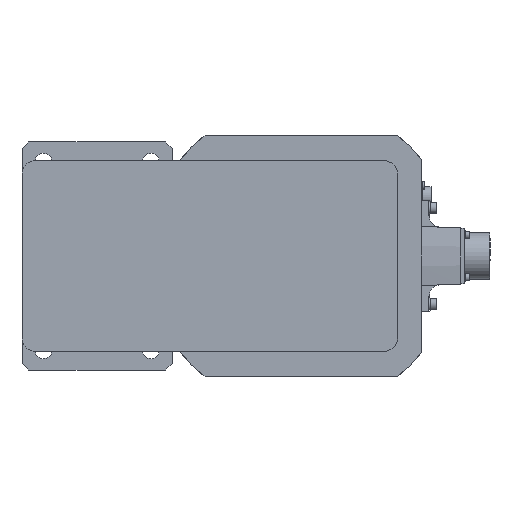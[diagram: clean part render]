
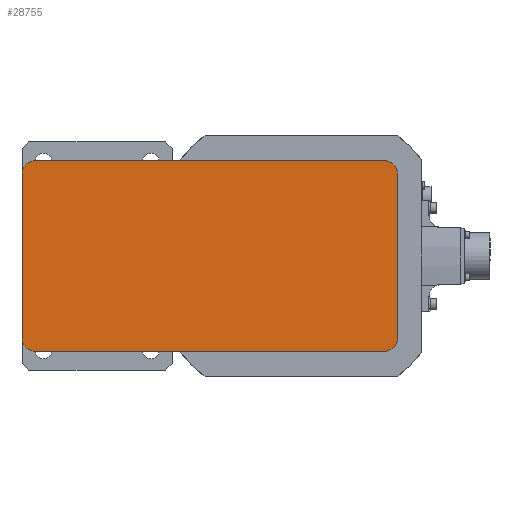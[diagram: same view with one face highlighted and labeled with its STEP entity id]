
A CAD part, front view. The second image highlights one B-rep face of the part: STEP entity #28755.
In plain terms, the highlighted face is planar.
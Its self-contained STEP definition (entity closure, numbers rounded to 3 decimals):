
#222 = ORIENTED_EDGE ( 'NONE', *, *, #764, .T. ) ;
#681 = CIRCLE ( 'NONE', #17993, 10.001 ) ;
#764 = EDGE_CURVE ( 'NONE', #8653, #1486, #681, .T. ) ;
#1022 = CARTESIAN_POINT ( 'NONE',  ( -71.001, 46., -163. ) ) ;
#1486 = VERTEX_POINT ( 'NONE', #26929 ) ;
#1860 = VERTEX_POINT ( 'NONE', #19442 ) ;
#1988 = VECTOR ( 'NONE', #25728, 1000. ) ;
#2095 = VERTEX_POINT ( 'NONE', #21141 ) ;
#3028 = EDGE_LOOP ( 'NONE', ( #29667, #8220, #222, #28448, #4573, #11211, #22704, #20454 ) ) ;
#3489 = DIRECTION ( 'NONE',  ( -1., 0., 0. ) ) ;
#4573 = ORIENTED_EDGE ( 'NONE', *, *, #13083, .T. ) ;
#4633 = VERTEX_POINT ( 'NONE', #11509 ) ;
#4658 = EDGE_CURVE ( 'NONE', #1860, #18587, #30403, .T. ) ;
#4847 = CARTESIAN_POINT ( 'NONE',  ( -71.001, -214., -163. ) ) ;
#5099 = CARTESIAN_POINT ( 'NONE',  ( 61., -214., -163. ) ) ;
#5329 = VERTEX_POINT ( 'NONE', #15936 ) ;
#6639 = DIRECTION ( 'NONE',  ( 0., 0., -1. ) ) ;
#7285 = LINE ( 'NONE', #21520, #23336 ) ;
#7352 = DIRECTION ( 'NONE',  ( -1., 0., 0. ) ) ;
#8220 = ORIENTED_EDGE ( 'NONE', *, *, #13307, .T. ) ;
#8653 = VERTEX_POINT ( 'NONE', #9913 ) ;
#9164 = LINE ( 'NONE', #13967, #1988 ) ;
#9457 = DIRECTION ( 'NONE',  ( -1., 0., 0. ) ) ;
#9528 = AXIS2_PLACEMENT_3D ( 'NONE', #14170, #21574, #7352 ) ;
#9913 = CARTESIAN_POINT ( 'NONE',  ( -61., -224.001, -163. ) ) ;
#10792 = FACE_OUTER_BOUND ( 'NONE', #3028, .T. ) ;
#11211 = ORIENTED_EDGE ( 'NONE', *, *, #4658, .T. ) ;
#11509 = CARTESIAN_POINT ( 'NONE',  ( 71.001, -214., -163. ) ) ;
#11788 = EDGE_CURVE ( 'NONE', #2095, #4633, #9164, .T. ) ;
#12053 = AXIS2_PLACEMENT_3D ( 'NONE', #15728, #15879, #3489 ) ;
#13083 = EDGE_CURVE ( 'NONE', #17585, #1860, #29241, .T. ) ;
#13307 = EDGE_CURVE ( 'NONE', #5329, #8653, #7285, .T. ) ;
#13967 = CARTESIAN_POINT ( 'NONE',  ( 71.001, 46., -163. ) ) ;
#14092 = EDGE_CURVE ( 'NONE', #1486, #17585, #30582, .T. ) ;
#14170 = CARTESIAN_POINT ( 'NONE',  ( 61., 46., -163. ) ) ;
#14557 = DIRECTION ( 'NONE',  ( 0., 0., -1. ) ) ;
#15728 = CARTESIAN_POINT ( 'NONE',  ( 61., -214., -163. ) ) ;
#15879 = DIRECTION ( 'NONE',  ( 0., 0., -1. ) ) ;
#15936 = CARTESIAN_POINT ( 'NONE',  ( 61., -224.001, -163. ) ) ;
#17423 = CIRCLE ( 'NONE', #9528, 10.001 ) ;
#17441 = VECTOR ( 'NONE', #20819, 1000. ) ;
#17585 = VERTEX_POINT ( 'NONE', #1022 ) ;
#17985 = DIRECTION ( 'NONE',  ( -1., 0., 0. ) ) ;
#17993 = AXIS2_PLACEMENT_3D ( 'NONE', #18387, #6639, #18837 ) ;
#18022 = AXIS2_PLACEMENT_3D ( 'NONE', #5099, #14557, #23990 ) ;
#18387 = CARTESIAN_POINT ( 'NONE',  ( -61., -214., -163. ) ) ;
#18587 = VERTEX_POINT ( 'NONE', #19498 ) ;
#18602 = CARTESIAN_POINT ( 'NONE',  ( -61., 56.001, -163. ) ) ;
#18837 = DIRECTION ( 'NONE',  ( -1., 0., 0. ) ) ;
#19442 = CARTESIAN_POINT ( 'NONE',  ( -61., 56.001, -163. ) ) ;
#19498 = CARTESIAN_POINT ( 'NONE',  ( 61., 56.001, -163. ) ) ;
#20228 = PLANE ( 'NONE',  #12053 ) ;
#20316 = CARTESIAN_POINT ( 'NONE',  ( -61., 46., -163. ) ) ;
#20454 = ORIENTED_EDGE ( 'NONE', *, *, #11788, .T. ) ;
#20819 = DIRECTION ( 'NONE',  ( 0., 1., 0. ) ) ;
#21141 = CARTESIAN_POINT ( 'NONE',  ( 71.001, 46., -163. ) ) ;
#21520 = CARTESIAN_POINT ( 'NONE',  ( 61., -224.001, -163. ) ) ;
#21574 = DIRECTION ( 'NONE',  ( 0., 0., -1. ) ) ;
#22704 = ORIENTED_EDGE ( 'NONE', *, *, #26478, .T. ) ;
#23336 = VECTOR ( 'NONE', #9457, 1000. ) ;
#23990 = DIRECTION ( 'NONE',  ( -1., 0., 0. ) ) ;
#24636 = VECTOR ( 'NONE', #28079, 1000. ) ;
#25728 = DIRECTION ( 'NONE',  ( 0., -1., 0. ) ) ;
#26422 = CIRCLE ( 'NONE', #18022, 10.001 ) ;
#26478 = EDGE_CURVE ( 'NONE', #18587, #2095, #17423, .T. ) ;
#26782 = AXIS2_PLACEMENT_3D ( 'NONE', #20316, #29454, #17985 ) ;
#26929 = CARTESIAN_POINT ( 'NONE',  ( -71.001, -214., -163. ) ) ;
#28079 = DIRECTION ( 'NONE',  ( 1., 0., 0. ) ) ;
#28448 = ORIENTED_EDGE ( 'NONE', *, *, #14092, .T. ) ;
#28755 = ADVANCED_FACE ( 'NONE', ( #10792 ), #20228, .T. ) ;
#29241 = CIRCLE ( 'NONE', #26782, 10.001 ) ;
#29454 = DIRECTION ( 'NONE',  ( 0., 0., -1. ) ) ;
#29667 = ORIENTED_EDGE ( 'NONE', *, *, #30085, .T. ) ;
#30085 = EDGE_CURVE ( 'NONE', #4633, #5329, #26422, .T. ) ;
#30403 = LINE ( 'NONE', #18602, #24636 ) ;
#30582 = LINE ( 'NONE', #4847, #17441 ) ;
